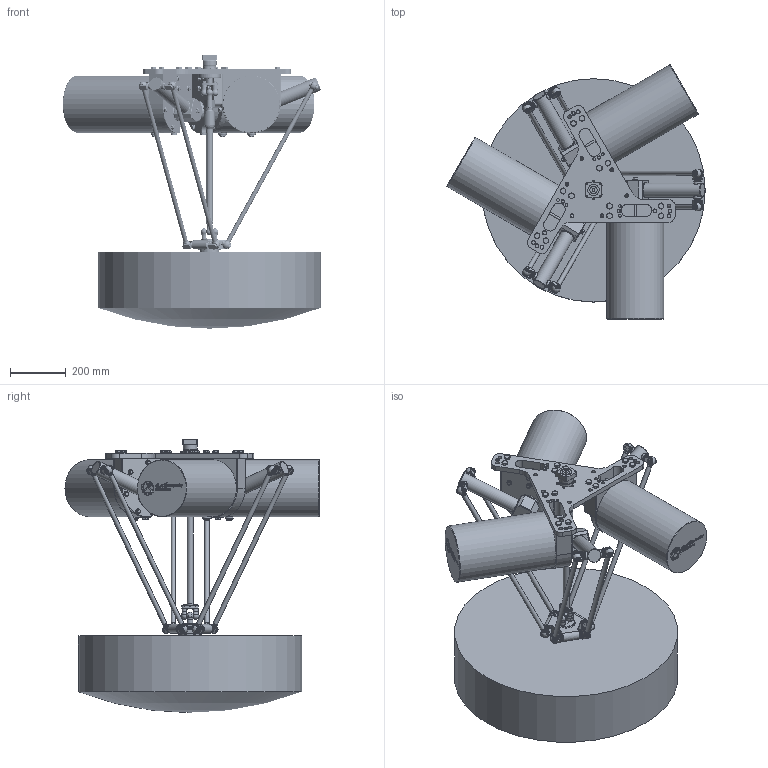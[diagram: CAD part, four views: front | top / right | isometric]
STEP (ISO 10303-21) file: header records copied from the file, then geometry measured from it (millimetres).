
FILE_DESCRIPTION(/* description */ ('Norm.iam Teamplte','CAx-IF Rec.Pracs.---Representation and Presentation of Product Manufacturing Information (PMI)---3.8---2014-02-18'),/* implementation_level */ '2;1');
FILE_NAME(/* name */ '3D-model_A_00891.stp',/* time_stamp */ '2022-11-09T16:43:17+01:00',/* author */ ('enrico.reif'),/* organization */ (''),/* preprocessor_version */ 'ST-DEVELOPER v16.5',/* originating_system */ 'Autodesk Inventor 2017',/* authorisation */ '');
FILE_SCHEMA (('AP242_MANAGED_MODEL_BASED_3D_ENGINEERING_MIM_LF { 1 0 10303 442 1 1 4 }'));
Products named in the file (12): A_00891_DUMMY HHD DELTA Robotermechanik RL4-1200-3kg; MT_WST00112881; MT_WST00109289 Dummy Kopfplatte; MT_WST00104314; MT_WST00112961 n/a; MT_WST00108846 Kugelgelenk Dummy; MT_WST00109291 Dummy Kardankreuz; MT_WST00109248 Werkzeugträger Dummy; MT_WST00109103 n/a; MT_WST00113180 n/a; MT_WST00112964 Teleskopwelle dummy; MT_WST00112967 n/a
Assembly tree (24 placements, depth 2):
  A_00891_DUMMY HHD DELTA Robotermechanik RL4-1200-3kg
    MT_WST00112881
    MT_WST00109289 Dummy Kopfplatte
    MT_WST00104314  x6
    MT_WST00112961 n/a  x6
    MT_WST00108846 Kugelgelenk Dummy
    MT_WST00109291 Dummy Kardankreuz  x2
    MT_WST00109248 Werkzeugträger Dummy
    MT_WST00109103 n/a
    MT_WST00113180 n/a  x3
    MT_WST00112964 Teleskopwelle dummy
    MT_WST00112967 n/a
Bounding box: 925.6 x 910.37 x 978.9 mm (x, y, z)
Volume: 167057330.3 mm3; surface area: 3496421.5 mm2
Topology: 24 solids, 24 shells, 3094 faces, 7418 edges, 4756 vertices
Faces by surface type: plane 1503, cylinder 782, torus 369, cone 243, bspline 155, sphere 42
Full cylindrical faces by diameter (mm): 3.242 x4, 4.134 x4, 5 x1, 6 x24, 7 x7, 8 x13, 9.013 x1, 9.2 x14, 10 x15, 10.106 x6, 11 x30, 12 x1, 13 x6, 13.5 x12, 15 x1, 16 x66, 16.9 x27, 17.2 x12, 19 x8, 20 x1, 22 x10, 25 x2, 25.8 x1, 28 x6, 30 x3, 38 x1, 41 x1, 49 x3, 50 x4, 59 x2
Entity records: 79912 total; most frequent: CARTESIAN_POINT 27937, DIRECTION 10482, ORIENTED_EDGE 9796, EDGE_CURVE 4898, AXIS2_PLACEMENT_3D 4002, VERTEX_POINT 3371, EDGE_LOOP 2993, LINE 2478
